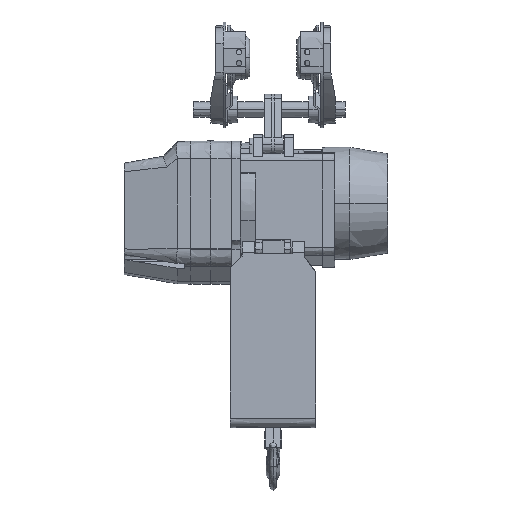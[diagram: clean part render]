
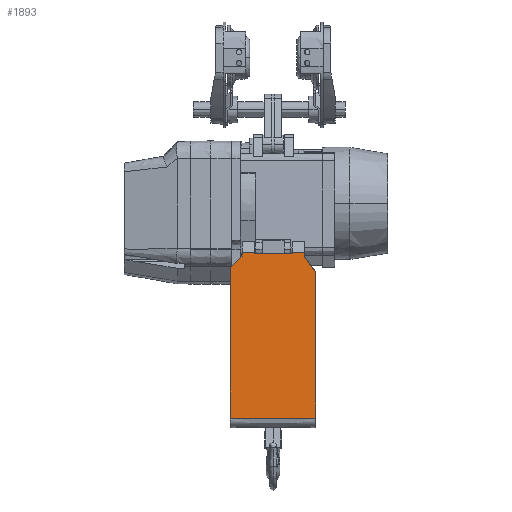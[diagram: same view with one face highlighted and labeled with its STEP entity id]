
A CAD part, left-side view. The second image highlights one B-rep face of the part: STEP entity #1893.
In plain terms, the highlighted free-form (B-spline) face has degree [3, 3] with [4, 4] control points.
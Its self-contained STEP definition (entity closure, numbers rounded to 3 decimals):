
#1893=ADVANCED_FACE('',(#4504),#4505,.T.);
#4504=FACE_OUTER_BOUND('',#9818,.T.);
#4505=B_SPLINE_SURFACE_WITH_KNOTS('',3,3,((#9819,#9820,#9821,#9822),(#9823,#9824,#9825,#9826),(#9827,#9828,#9829,#9830),(#9831,#9832,#9833,#9834)),.UNSPECIFIED.,.F.,.F.,.F.,(4,4),(4,4),(0.,1.),(0.,1.),.UNSPECIFIED.);
#9818=EDGE_LOOP('',(#37984,#37985,#37986,#37987,#37988,#37989,#37990,#37991,#37992,#37993,#37994,#37995));
#9819=CARTESIAN_POINT('',(83.677,-330.215,-70.));
#9820=CARTESIAN_POINT('',(83.677,-330.215,-23.333));
#9821=CARTESIAN_POINT('',(83.677,-330.215,23.333));
#9822=CARTESIAN_POINT('',(83.677,-330.215,70.));
#9823=CARTESIAN_POINT('',(78.924,-239.516,-70.));
#9824=CARTESIAN_POINT('',(78.924,-239.516,-23.333));
#9825=CARTESIAN_POINT('',(78.924,-239.516,23.333));
#9826=CARTESIAN_POINT('',(78.924,-239.516,70.));
#9827=CARTESIAN_POINT('',(74.17,-148.816,-70.));
#9828=CARTESIAN_POINT('',(74.17,-148.816,-23.333));
#9829=CARTESIAN_POINT('',(74.17,-148.816,23.333));
#9830=CARTESIAN_POINT('',(74.17,-148.816,70.));
#9831=CARTESIAN_POINT('',(69.417,-58.117,-70.));
#9832=CARTESIAN_POINT('',(69.417,-58.117,-23.333));
#9833=CARTESIAN_POINT('',(69.417,-58.117,23.333));
#9834=CARTESIAN_POINT('',(69.417,-58.117,70.));
#37984=ORIENTED_EDGE('',*,*,#45213,.F.);
#37985=ORIENTED_EDGE('',*,*,#45214,.T.);
#37986=ORIENTED_EDGE('',*,*,#45215,.T.);
#37987=ORIENTED_EDGE('',*,*,#45216,.T.);
#37988=ORIENTED_EDGE('',*,*,#45217,.T.);
#37989=ORIENTED_EDGE('',*,*,#45218,.T.);
#37990=ORIENTED_EDGE('',*,*,#45219,.T.);
#37991=ORIENTED_EDGE('',*,*,#45089,.F.);
#37992=ORIENTED_EDGE('',*,*,#45220,.F.);
#37993=ORIENTED_EDGE('',*,*,#45221,.F.);
#37994=ORIENTED_EDGE('',*,*,#45222,.F.);
#37995=ORIENTED_EDGE('',*,*,#45223,.F.);
#45089=EDGE_CURVE('',#49494,#49495,#49496,.T.);
#45213=EDGE_CURVE('',#49720,#49721,#49722,.T.);
#45214=EDGE_CURVE('',#49720,#49723,#49724,.T.);
#45215=EDGE_CURVE('',#49723,#49725,#49726,.T.);
#45216=EDGE_CURVE('',#49725,#49727,#49728,.T.);
#45217=EDGE_CURVE('',#49727,#49729,#49730,.T.);
#45218=EDGE_CURVE('',#49729,#49731,#49732,.T.);
#45219=EDGE_CURVE('',#49731,#49495,#49733,.T.);
#45220=EDGE_CURVE('',#49734,#49494,#49735,.T.);
#45221=EDGE_CURVE('',#49736,#49734,#49737,.T.);
#45222=EDGE_CURVE('',#49738,#49736,#49739,.T.);
#45223=EDGE_CURVE('',#49721,#49738,#49740,.T.);
#49494=VERTEX_POINT('',#56181);
#49495=VERTEX_POINT('',#56182);
#49496=LINE('',#56183,#56184);
#49720=VERTEX_POINT('',#56764);
#49721=VERTEX_POINT('',#56765);
#49722=LINE('',#56766,#56767);
#49723=VERTEX_POINT('',#56768);
#49724=LINE('',#56769,#56770);
#49725=VERTEX_POINT('',#56771);
#49726=LINE('',#56772,#56773);
#49727=VERTEX_POINT('',#56774);
#49728=LINE('',#56775,#56776);
#49729=VERTEX_POINT('',#56777);
#49730=LINE('',#56778,#56779);
#49731=VERTEX_POINT('',#56780);
#49732=LINE('',#56781,#56782);
#49733=LINE('',#56783,#56784);
#49734=VERTEX_POINT('',#56785);
#49735=LINE('',#56786,#56787);
#49736=VERTEX_POINT('',#56788);
#49737=LINE('',#56789,#56790);
#49738=VERTEX_POINT('',#56791);
#49739=LINE('',#56792,#56793);
#49740=LINE('',#56794,#56795);
#56181=CARTESIAN_POINT('',(69.552,-60.7,31.));
#56182=CARTESIAN_POINT('',(69.552,-60.7,-31.));
#56183=CARTESIAN_POINT('',(69.552,-60.7,31.));
#56184=VECTOR('',#67488,1.);
#56764=CARTESIAN_POINT('',(83.677,-330.215,70.));
#56765=CARTESIAN_POINT('',(70.732,-83.202,70.));
#56766=CARTESIAN_POINT('',(83.677,-330.215,70.));
#56767=VECTOR('',#67587,1.);
#56768=CARTESIAN_POINT('',(83.677,-330.215,-70.));
#56769=CARTESIAN_POINT('',(83.677,-330.215,70.));
#56770=VECTOR('',#67588,1.);
#56771=CARTESIAN_POINT('',(71.124,-90.7,-70.));
#56772=CARTESIAN_POINT('',(83.677,-330.215,-70.));
#56773=VECTOR('',#67589,1.);
#56774=CARTESIAN_POINT('',(69.741,-64.299,-51.));
#56775=CARTESIAN_POINT('',(71.124,-90.7,-70.));
#56776=VECTOR('',#67590,1.);
#56777=CARTESIAN_POINT('',(69.417,-58.117,-51.));
#56778=CARTESIAN_POINT('',(69.741,-64.299,-51.));
#56779=VECTOR('',#67591,1.);
#56780=CARTESIAN_POINT('',(69.417,-58.117,-31.));
#56781=CARTESIAN_POINT('',(69.417,-58.117,-51.));
#56782=VECTOR('',#67592,1.);
#56783=CARTESIAN_POINT('',(69.417,-58.117,-31.));
#56784=VECTOR('',#67593,1.);
#56785=CARTESIAN_POINT('',(69.417,-58.117,31.));
#56786=CARTESIAN_POINT('',(69.417,-58.117,31.));
#56787=VECTOR('',#67594,1.);
#56788=CARTESIAN_POINT('',(69.417,-58.117,51.));
#56789=CARTESIAN_POINT('',(69.417,-58.117,51.));
#56790=VECTOR('',#67595,1.);
#56791=CARTESIAN_POINT('',(69.741,-64.3,51.));
#56792=CARTESIAN_POINT('',(69.741,-64.3,51.));
#56793=VECTOR('',#67596,1.);
#56794=CARTESIAN_POINT('',(70.732,-83.202,70.));
#56795=VECTOR('',#67597,1.);
#67488=DIRECTION('',(0.,0.,-1.));
#67587=DIRECTION('',(-0.052,0.999,0.));
#67588=DIRECTION('',(0.,0.,-1.));
#67589=DIRECTION('',(-0.052,0.999,0.));
#67590=DIRECTION('',(-0.042,0.811,0.584));
#67591=DIRECTION('',(-0.052,0.999,0.));
#67592=DIRECTION('',(0.,0.,1.));
#67593=DIRECTION('',(0.052,-0.999,0.));
#67594=DIRECTION('',(0.052,-0.999,0.));
#67595=DIRECTION('',(0.,0.,-1.));
#67596=DIRECTION('',(-0.052,0.999,0.));
#67597=DIRECTION('',(-0.037,0.705,-0.708));
